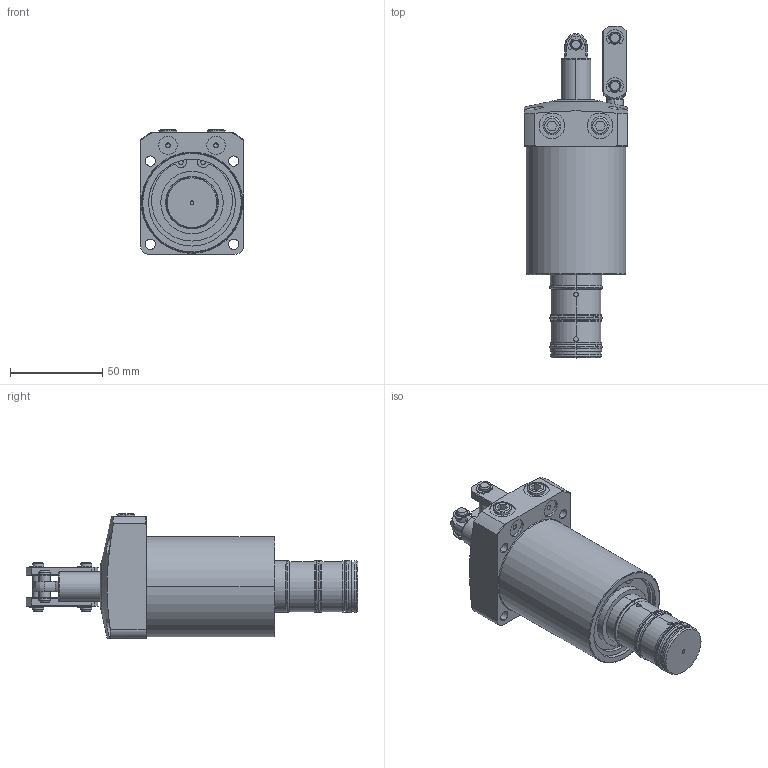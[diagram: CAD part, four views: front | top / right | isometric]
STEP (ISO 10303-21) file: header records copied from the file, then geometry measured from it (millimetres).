
FILE_DESCRIPTION (( 'STEP AP203' ), '1' );
FILE_NAME ('WCE1601-2GRM.STEP', '2019-09-24T06:39:44', ( '微软用户' ), ( '微软中国' ), 'SwSTEP 2.0', 'SolidWorks 2012', '' );
FILE_SCHEMA (( 'CONFIG_CONTROL_DESIGN' ));
Length unit declared in the file: millimetre
Products named in the file (10): WCE1601-2GRM; Rネジ1_8; WCE1601-M_肵巍催獉; ETW-4; LJ0480_嵋裡葨凰_4L50905-00; 4L50946-00咂搘2; 4L50945-00咂搘1; WCE1600_咂衝椳紕_; WCE1600_菛巍催獉; WCE1600_槭暌溞
Assembly tree (17 placements, depth 2):
  WCE1601-2GRM
    WCE1600_槭暌溞
    WCE1600_菛巍催獉
    WCE1600_咂衝椳紕_
    4L50945-00咂搘1
    4L50946-00咂搘2  x2
    LJ0480_嵋裡葨凰_4L50905-00  x2
    ETW-4  x6
    WCE1601-M_肵巍催獉
    Rネジ1_8  x2
Bounding box: 56 x 179.5 x 67.5 mm (x, y, z)
Volume: 267087.4 mm3; surface area: 46841.2 mm2
Topology: 20 solids, 21 shells, 564 faces, 1400 edges, 911 vertices
Faces by surface type: cylinder 294, plane 168, cone 75, bspline 27
Entity records: 12917 total; most frequent: CARTESIAN_POINT 3177, DIRECTION 1910, ORIENTED_EDGE 1688, EDGE_CURVE 844, AXIS2_PLACEMENT_3D 790, VERTEX_POINT 545, CIRCLE 444, EDGE_LOOP 411
